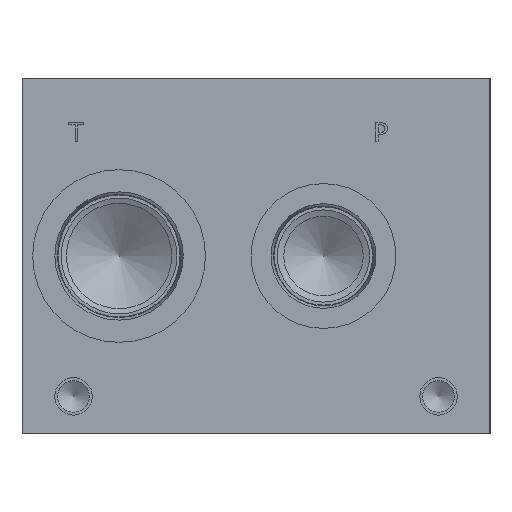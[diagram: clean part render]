
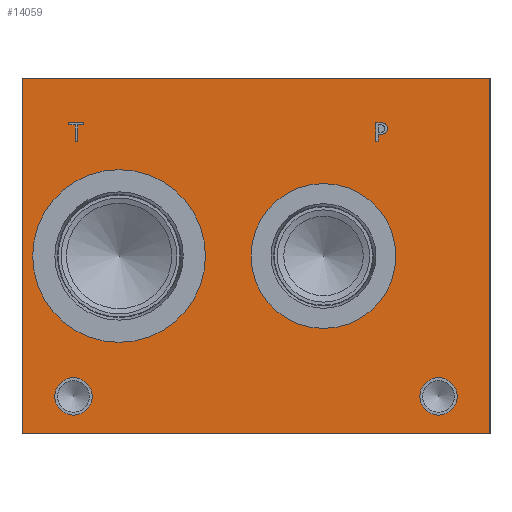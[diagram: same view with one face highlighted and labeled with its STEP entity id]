
A CAD part, left-side view. The second image highlights one B-rep face of the part: STEP entity #14059.
In plain terms, the highlighted planar face has unit normal (-1, 0, 0).
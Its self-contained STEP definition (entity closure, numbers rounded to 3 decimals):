
#222=CIRCLE('',#14660,29.286);
#223=CIRCLE('',#14661,29.286);
#224=CIRCLE('',#14662,24.562);
#225=CIRCLE('',#14663,24.562);
#226=CIRCLE('',#14664,6.35);
#227=CIRCLE('',#14665,6.35);
#228=CIRCLE('',#14666,6.35);
#229=CIRCLE('',#14667,6.35);
#950=B_SPLINE_CURVE_WITH_KNOTS('',2,(#23522,#23523,#23524,#23525),
 .UNSPECIFIED.,.F.,.F.,(3,1,3),(0.,1.,2.),.UNSPECIFIED.);
#952=B_SPLINE_CURVE_WITH_KNOTS('',2,(#23543,#23544,#23545,#23546),
 .UNSPECIFIED.,.F.,.F.,(3,1,3),(0.,1.,2.),.UNSPECIFIED.);
#954=B_SPLINE_CURVE_WITH_KNOTS('',2,(#23592,#23593,#23594,#23595),
 .UNSPECIFIED.,.F.,.F.,(3,1,3),(0.,1.,2.),.UNSPECIFIED.);
#956=B_SPLINE_CURVE_WITH_KNOTS('',2,(#23610,#23611,#23612,#23613),
 .UNSPECIFIED.,.F.,.F.,(3,1,3),(0.,1.,2.),.UNSPECIFIED.);
#1196=FACE_BOUND('',#2577,.T.);
#1197=FACE_BOUND('',#2578,.T.);
#1198=FACE_BOUND('',#2579,.T.);
#1199=FACE_BOUND('',#2580,.T.);
#1200=FACE_BOUND('',#2581,.T.);
#1201=FACE_BOUND('',#2582,.T.);
#1772=FACE_OUTER_BOUND('',#2576,.T.);
#2576=EDGE_LOOP('',(#11444,#11445,#11446,#11447));
#2577=EDGE_LOOP('',(#11448,#11449));
#2578=EDGE_LOOP('',(#11450,#11451));
#2579=EDGE_LOOP('',(#11452,#11453));
#2580=EDGE_LOOP('',(#11454,#11455));
#2581=EDGE_LOOP('',(#11456,#11457,#11458,#11459,#11460,#11461,#11462,#11463));
#2582=EDGE_LOOP('',(#11464,#11465,#11466,#11467,#11468,#11469,#11470,#11471,
#11472));
#2964=LINE('',#18814,#4194);
#3890=LINE('',#23555,#5120);
#3893=LINE('',#23561,#5123);
#3896=LINE('',#23567,#5126);
#3899=LINE('',#23573,#5129);
#3902=LINE('',#23579,#5132);
#3906=LINE('',#23621,#5136);
#3907=LINE('',#23623,#5137);
#3908=LINE('',#23624,#5138);
#3909=LINE('',#23643,#5139);
#3910=LINE('',#23645,#5140);
#3911=LINE('',#23647,#5141);
#3912=LINE('',#23649,#5142);
#3913=LINE('',#23651,#5143);
#3914=LINE('',#23653,#5144);
#3915=LINE('',#23655,#5145);
#3916=LINE('',#23656,#5146);
#4194=VECTOR('',#15392,10.);
#5120=VECTOR('',#16950,10.);
#5123=VECTOR('',#16955,10.);
#5126=VECTOR('',#16960,10.);
#5129=VECTOR('',#16965,10.);
#5132=VECTOR('',#16970,10.);
#5136=VECTOR('',#16978,10.);
#5137=VECTOR('',#16979,10.);
#5138=VECTOR('',#16980,10.);
#5139=VECTOR('',#16997,10.);
#5140=VECTOR('',#16998,10.);
#5141=VECTOR('',#16999,10.);
#5142=VECTOR('',#17000,10.);
#5143=VECTOR('',#17001,10.);
#5144=VECTOR('',#17002,10.);
#5145=VECTOR('',#17003,10.);
#5146=VECTOR('',#17004,10.);
#5417=VERTEX_POINT('',#18807);
#5420=VERTEX_POINT('',#18812);
#6273=VERTEX_POINT('',#23520);
#6274=VERTEX_POINT('',#23521);
#6277=VERTEX_POINT('',#23542);
#6279=VERTEX_POINT('',#23554);
#6281=VERTEX_POINT('',#23560);
#6283=VERTEX_POINT('',#23566);
#6285=VERTEX_POINT('',#23572);
#6287=VERTEX_POINT('',#23578);
#6289=VERTEX_POINT('',#23591);
#6291=VERTEX_POINT('',#23620);
#6292=VERTEX_POINT('',#23622);
#6293=VERTEX_POINT('',#23625);
#6294=VERTEX_POINT('',#23626);
#6295=VERTEX_POINT('',#23629);
#6296=VERTEX_POINT('',#23630);
#6297=VERTEX_POINT('',#23633);
#6298=VERTEX_POINT('',#23634);
#6299=VERTEX_POINT('',#23637);
#6300=VERTEX_POINT('',#23638);
#6301=VERTEX_POINT('',#23641);
#6302=VERTEX_POINT('',#23642);
#6303=VERTEX_POINT('',#23644);
#6304=VERTEX_POINT('',#23646);
#6305=VERTEX_POINT('',#23648);
#6306=VERTEX_POINT('',#23650);
#6307=VERTEX_POINT('',#23652);
#6308=VERTEX_POINT('',#23654);
#6823=EDGE_CURVE('',#5417,#5420,#2964,.T.);
#8092=EDGE_CURVE('',#6273,#6274,#950,.T.);
#8096=EDGE_CURVE('',#6277,#6273,#952,.T.);
#8099=EDGE_CURVE('',#6279,#6277,#3890,.T.);
#8102=EDGE_CURVE('',#6281,#6279,#3893,.T.);
#8105=EDGE_CURVE('',#6283,#6281,#3896,.T.);
#8108=EDGE_CURVE('',#6285,#6283,#3899,.T.);
#8111=EDGE_CURVE('',#6287,#6285,#3902,.T.);
#8114=EDGE_CURVE('',#6289,#6287,#954,.T.);
#8117=EDGE_CURVE('',#6274,#6289,#956,.T.);
#8119=EDGE_CURVE('',#6291,#5417,#3906,.T.);
#8120=EDGE_CURVE('',#6292,#5420,#3907,.T.);
#8121=EDGE_CURVE('',#6291,#6292,#3908,.T.);
#8122=EDGE_CURVE('',#6293,#6294,#222,.T.);
#8123=EDGE_CURVE('',#6294,#6293,#223,.T.);
#8124=EDGE_CURVE('',#6295,#6296,#224,.T.);
#8125=EDGE_CURVE('',#6296,#6295,#225,.T.);
#8126=EDGE_CURVE('',#6297,#6298,#226,.T.);
#8127=EDGE_CURVE('',#6298,#6297,#227,.T.);
#8128=EDGE_CURVE('',#6299,#6300,#228,.T.);
#8129=EDGE_CURVE('',#6300,#6299,#229,.T.);
#8130=EDGE_CURVE('',#6301,#6302,#3909,.T.);
#8131=EDGE_CURVE('',#6302,#6303,#3910,.T.);
#8132=EDGE_CURVE('',#6303,#6304,#3911,.T.);
#8133=EDGE_CURVE('',#6304,#6305,#3912,.T.);
#8134=EDGE_CURVE('',#6305,#6306,#3913,.T.);
#8135=EDGE_CURVE('',#6306,#6307,#3914,.T.);
#8136=EDGE_CURVE('',#6307,#6308,#3915,.T.);
#8137=EDGE_CURVE('',#6308,#6301,#3916,.T.);
#11444=ORIENTED_EDGE('',*,*,#8119,.T.);
#11445=ORIENTED_EDGE('',*,*,#6823,.T.);
#11446=ORIENTED_EDGE('',*,*,#8120,.F.);
#11447=ORIENTED_EDGE('',*,*,#8121,.F.);
#11448=ORIENTED_EDGE('',*,*,#8122,.T.);
#11449=ORIENTED_EDGE('',*,*,#8123,.T.);
#11450=ORIENTED_EDGE('',*,*,#8124,.T.);
#11451=ORIENTED_EDGE('',*,*,#8125,.T.);
#11452=ORIENTED_EDGE('',*,*,#8126,.T.);
#11453=ORIENTED_EDGE('',*,*,#8127,.T.);
#11454=ORIENTED_EDGE('',*,*,#8128,.T.);
#11455=ORIENTED_EDGE('',*,*,#8129,.T.);
#11456=ORIENTED_EDGE('',*,*,#8130,.T.);
#11457=ORIENTED_EDGE('',*,*,#8131,.T.);
#11458=ORIENTED_EDGE('',*,*,#8132,.T.);
#11459=ORIENTED_EDGE('',*,*,#8133,.T.);
#11460=ORIENTED_EDGE('',*,*,#8134,.T.);
#11461=ORIENTED_EDGE('',*,*,#8135,.T.);
#11462=ORIENTED_EDGE('',*,*,#8136,.T.);
#11463=ORIENTED_EDGE('',*,*,#8137,.T.);
#11464=ORIENTED_EDGE('',*,*,#8092,.T.);
#11465=ORIENTED_EDGE('',*,*,#8117,.T.);
#11466=ORIENTED_EDGE('',*,*,#8114,.T.);
#11467=ORIENTED_EDGE('',*,*,#8111,.T.);
#11468=ORIENTED_EDGE('',*,*,#8108,.T.);
#11469=ORIENTED_EDGE('',*,*,#8105,.T.);
#11470=ORIENTED_EDGE('',*,*,#8102,.T.);
#11471=ORIENTED_EDGE('',*,*,#8099,.T.);
#11472=ORIENTED_EDGE('',*,*,#8096,.T.);
#13004=PLANE('',#14659);
#14059=ADVANCED_FACE('',(#1772,#1196,#1197,#1198,#1199,#1200,#1201),#13004,
 .T.);
#14659=AXIS2_PLACEMENT_3D('',#23619,#16976,#16977);
#14660=AXIS2_PLACEMENT_3D('',#23627,#16981,#16982);
#14661=AXIS2_PLACEMENT_3D('',#23628,#16983,#16984);
#14662=AXIS2_PLACEMENT_3D('',#23631,#16985,#16986);
#14663=AXIS2_PLACEMENT_3D('',#23632,#16987,#16988);
#14664=AXIS2_PLACEMENT_3D('',#23635,#16989,#16990);
#14665=AXIS2_PLACEMENT_3D('',#23636,#16991,#16992);
#14666=AXIS2_PLACEMENT_3D('',#23639,#16993,#16994);
#14667=AXIS2_PLACEMENT_3D('',#23640,#16995,#16996);
#15392=DIRECTION('',(0.,0.,1.));
#16950=DIRECTION('',(0.,-1.,0.));
#16955=DIRECTION('',(0.,0.,1.));
#16960=DIRECTION('',(0.,1.,0.));
#16965=DIRECTION('',(0.,0.,-1.));
#16970=DIRECTION('',(0.,1.,0.));
#16976=DIRECTION('center_axis',(-1.,0.,0.));
#16977=DIRECTION('ref_axis',(0.,-1.,0.));
#16978=DIRECTION('',(0.,-1.,0.));
#16979=DIRECTION('',(0.,-1.,0.));
#16980=DIRECTION('',(0.,0.,1.));
#16981=DIRECTION('center_axis',(1.,0.,0.));
#16982=DIRECTION('ref_axis',(0.,0.,1.));
#16983=DIRECTION('center_axis',(1.,0.,0.));
#16984=DIRECTION('ref_axis',(0.,0.,1.));
#16985=DIRECTION('center_axis',(1.,0.,0.));
#16986=DIRECTION('ref_axis',(0.,0.,1.));
#16987=DIRECTION('center_axis',(1.,0.,0.));
#16988=DIRECTION('ref_axis',(0.,0.,1.));
#16989=DIRECTION('center_axis',(1.,0.,0.));
#16990=DIRECTION('ref_axis',(0.,1.,0.));
#16991=DIRECTION('center_axis',(1.,0.,0.));
#16992=DIRECTION('ref_axis',(0.,1.,0.));
#16993=DIRECTION('center_axis',(1.,0.,0.));
#16994=DIRECTION('ref_axis',(0.,1.,0.));
#16995=DIRECTION('center_axis',(1.,0.,0.));
#16996=DIRECTION('ref_axis',(0.,1.,0.));
#16997=DIRECTION('',(0.,1.,0.));
#16998=DIRECTION('',(0.,0.,1.));
#16999=DIRECTION('',(0.,1.,0.));
#17000=DIRECTION('',(0.,0.,1.));
#17001=DIRECTION('',(0.,-1.,0.));
#17002=DIRECTION('',(0.,0.,-1.));
#17003=DIRECTION('',(0.,1.,0.));
#17004=DIRECTION('',(0.,0.,-1.));
#18807=CARTESIAN_POINT('',(0.,0.,0.));
#18812=CARTESIAN_POINT('',(0.,0.,120.65));
#18814=CARTESIAN_POINT('',(0.,0.,0.));
#23520=CARTESIAN_POINT('',(0.,35.571,105.141));
#23521=CARTESIAN_POINT('',(0.,34.815,103.623));
#23522=CARTESIAN_POINT('Ctrl Pts',(0.,35.571,105.141));
#23523=CARTESIAN_POINT('Ctrl Pts',(0.,35.216,104.899));
#23524=CARTESIAN_POINT('Ctrl Pts',(0.,34.815,104.153));
#23525=CARTESIAN_POINT('Ctrl Pts',(0.,34.815,103.623));
#23542=CARTESIAN_POINT('',(0.,37.233,105.537));
#23543=CARTESIAN_POINT('Ctrl Pts',(0.,37.233,105.537));
#23544=CARTESIAN_POINT('Ctrl Pts',(0.,36.667,105.537));
#23545=CARTESIAN_POINT('Ctrl Pts',(0.,35.875,105.352));
#23546=CARTESIAN_POINT('Ctrl Pts',(0.,35.571,105.141));
#23554=CARTESIAN_POINT('',(0.,38.828,105.537));
#23555=CARTESIAN_POINT('',(0.,98.789,105.537));
#23560=CARTESIAN_POINT('',(0.,38.828,99.187));
#23561=CARTESIAN_POINT('',(0.,38.828,49.593));
#23566=CARTESIAN_POINT('',(0.,37.984,99.187));
#23567=CARTESIAN_POINT('',(0.,98.367,99.187));
#23572=CARTESIAN_POINT('',(0.,37.984,101.554));
#23573=CARTESIAN_POINT('',(0.,37.984,50.777));
#23578=CARTESIAN_POINT('',(0.,37.269,101.554));
#23579=CARTESIAN_POINT('',(0.,98.01,101.554));
#23591=CARTESIAN_POINT('',(0.,35.37,102.213));
#23592=CARTESIAN_POINT('Ctrl Pts',(0.,35.37,102.213));
#23593=CARTESIAN_POINT('Ctrl Pts',(0.,35.7,101.889));
#23594=CARTESIAN_POINT('Ctrl Pts',(0.,36.59,101.554));
#23595=CARTESIAN_POINT('Ctrl Pts',(0.,37.269,101.554));
#23610=CARTESIAN_POINT('Ctrl Pts',(0.,34.815,103.623));
#23611=CARTESIAN_POINT('Ctrl Pts',(0.,34.815,103.211));
#23612=CARTESIAN_POINT('Ctrl Pts',(0.,35.108,102.47));
#23613=CARTESIAN_POINT('Ctrl Pts',(0.,35.37,102.213));
#23619=CARTESIAN_POINT('Origin',(0.,158.75,0.));
#23620=CARTESIAN_POINT('',(0.,158.75,0.));
#23621=CARTESIAN_POINT('',(0.,158.75,0.));
#23622=CARTESIAN_POINT('',(0.,158.75,120.65));
#23623=CARTESIAN_POINT('',(0.,158.75,120.65));
#23624=CARTESIAN_POINT('',(0.,158.75,0.));
#23625=CARTESIAN_POINT('',(0.,125.832,89.611));
#23626=CARTESIAN_POINT('',(0.,125.832,31.039));
#23627=CARTESIAN_POINT('Origin',(0.,125.832,60.325));
#23628=CARTESIAN_POINT('Origin',(0.,125.832,60.325));
#23629=CARTESIAN_POINT('',(0.,56.49,84.887));
#23630=CARTESIAN_POINT('',(0.,56.49,35.763));
#23631=CARTESIAN_POINT('Origin',(0.,56.49,60.325));
#23632=CARTESIAN_POINT('Origin',(0.,56.49,60.325));
#23633=CARTESIAN_POINT('',(0.,147.625,12.7));
#23634=CARTESIAN_POINT('',(0.,134.925,12.7));
#23635=CARTESIAN_POINT('Origin',(0.,141.275,12.7));
#23636=CARTESIAN_POINT('Origin',(0.,141.275,12.7));
#23637=CARTESIAN_POINT('',(0.,23.8,12.7));
#23638=CARTESIAN_POINT('',(0.,11.1,12.7));
#23639=CARTESIAN_POINT('Origin',(0.,17.45,12.7));
#23640=CARTESIAN_POINT('Origin',(0.,17.45,12.7));
#23641=CARTESIAN_POINT('',(0.,139.88,99.187));
#23642=CARTESIAN_POINT('',(0.,140.724,99.187));
#23643=CARTESIAN_POINT('',(0.,149.315,99.187));
#23644=CARTESIAN_POINT('',(0.,140.724,104.786));
#23645=CARTESIAN_POINT('',(0.,140.724,49.594));
#23646=CARTESIAN_POINT('',(0.,142.855,104.786));
#23647=CARTESIAN_POINT('',(0.,149.737,104.786));
#23648=CARTESIAN_POINT('',(0.,142.855,105.537));
#23649=CARTESIAN_POINT('',(0.,142.855,52.393));
#23650=CARTESIAN_POINT('',(0.,137.75,105.537));
#23651=CARTESIAN_POINT('',(0.,150.802,105.537));
#23652=CARTESIAN_POINT('',(0.,137.75,104.786));
#23653=CARTESIAN_POINT('',(0.,137.75,52.768));
#23654=CARTESIAN_POINT('',(0.,139.88,104.786));
#23655=CARTESIAN_POINT('',(0.,148.25,104.786));
#23656=CARTESIAN_POINT('',(0.,139.88,52.393));
